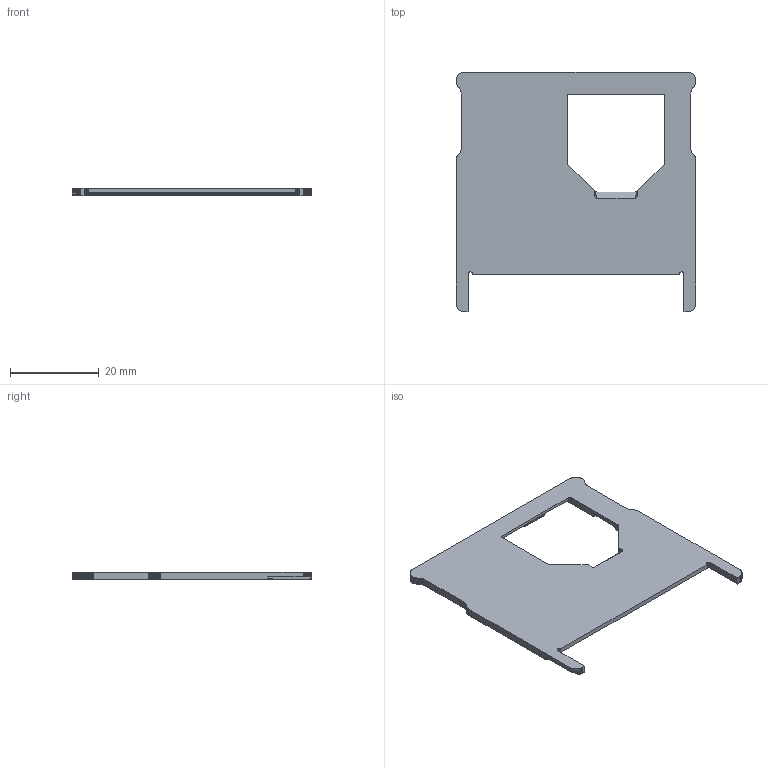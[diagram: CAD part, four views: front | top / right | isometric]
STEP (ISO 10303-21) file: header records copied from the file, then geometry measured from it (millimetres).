
FILE_DESCRIPTION(('FreeCAD Model'),'2;1');
FILE_NAME('Open CASCADE Shape Model','2025-04-26T13:00:20',('FreeCAD'),( 'FreeCAD'),'Open CASCADE STEP processor 7.8','FreeCAD','Unknown');
FILE_SCHEMA(('AP242_MANAGED_MODEL_BASED_3D_ENGINEERING_MIM_LF. {1 0 10303 442 1 1 4 }'));
Length unit declared in the file: millimetre
Products named in the file (1): Open CASCADE STEP translator 7.8 1
Bounding box: 54 x 54 x 1.71 mm (x, y, z)
Surface area: 4602.8 mm2 (no closed solid volume)
Topology: 0 solids, 1 shells, 1660 faces, 3029 edges, 1372 vertices
Faces by surface type: plane 1660
Entity records: 37251 total; most frequent: DIRECTION 6351, CARTESIAN_POINT 6062, ORIENTED_EDGE 6058, EDGE_CURVE 3029, LINE 3029, VECTOR 3029, FACE_BOUND 1663, EDGE_LOOP 1663
